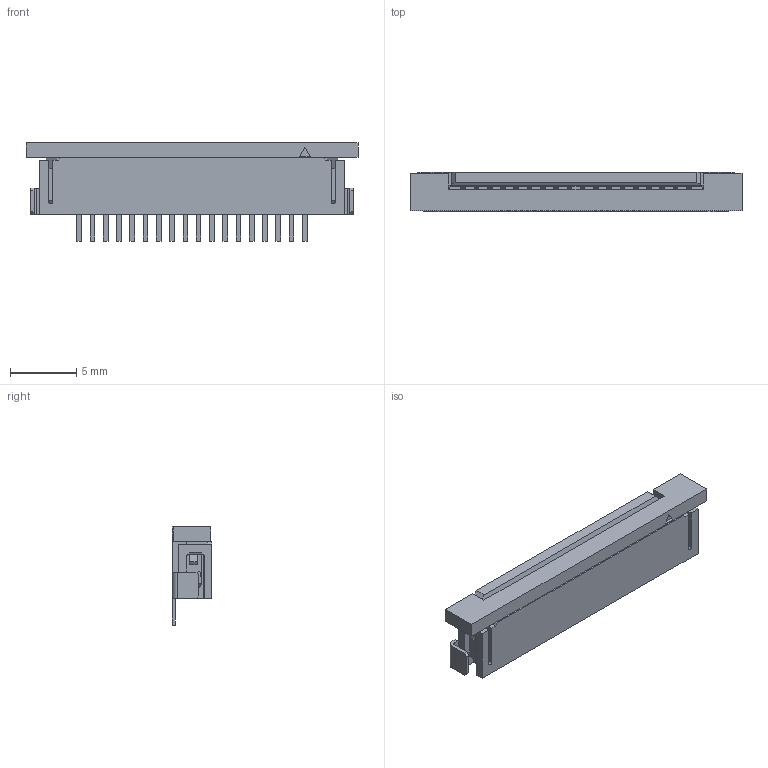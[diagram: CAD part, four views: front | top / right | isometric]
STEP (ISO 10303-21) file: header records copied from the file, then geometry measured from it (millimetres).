
FILE_DESCRIPTION((''),'2;1');
FILE_NAME('522711869','2019-07-23T',('gga'),(''),'PRO/ENGINEER BY PARAMETRIC TECHNOLOGY CORPORATION, 2016010','PRO/ENGINEER BY PARAMETRIC TECHNOLOGY CORPORATION, 2016010','');
FILE_SCHEMA(('CONFIG_CONTROL_DESIGN'));
Length unit declared in the file: millimetre
Products named in the file (1): 522711869
Bounding box: 25 x 3 x 7.4 mm (x, y, z)
Volume: 334.6 mm3; surface area: 821.9 mm2
Topology: 1 solids, 1 shells, 548 faces, 1793 edges, 1212 vertices
Faces by surface type: plane 456, cylinder 92
Entity records: 19508 total; most frequent: CARTESIAN_POINT 3474, ORIENTED_EDGE 3426, DIRECTION 3083, EDGE_CURVE 1713, VECTOR 1601, LINE 1601, VERTEX_POINT 1132, AXIS2_PLACEMENT_3D 741
